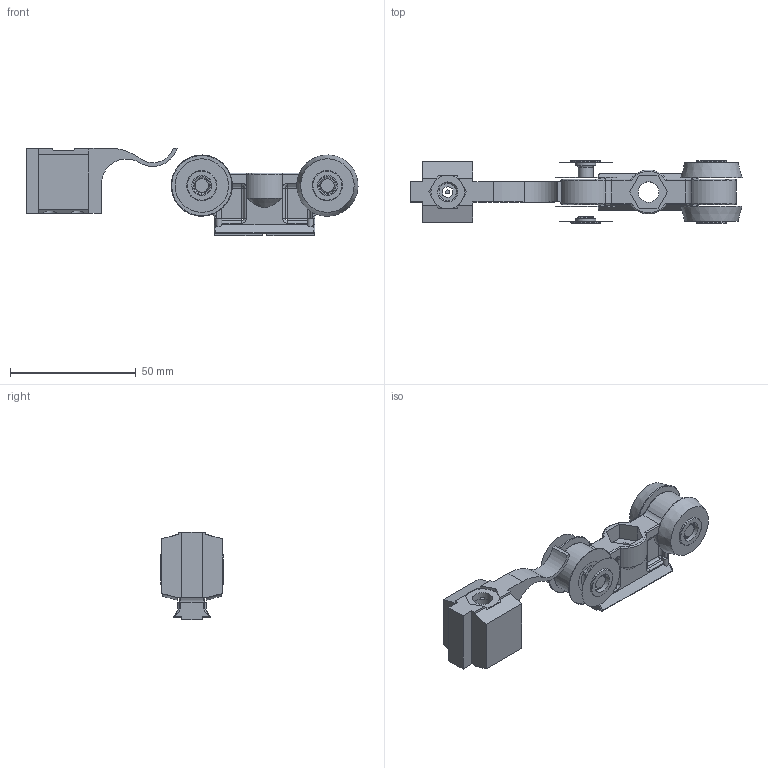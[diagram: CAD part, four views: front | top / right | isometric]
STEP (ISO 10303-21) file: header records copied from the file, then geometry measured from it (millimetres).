
FILE_DESCRIPTION(/* description */ (''),/* implementation_level */ '2;1');
FILE_NAME(/* name */ '55-130-0.step',/* time_stamp */ '2022-08-30T16:28:40-04:00',/* author */ (''),/* organization */ (''),/* preprocessor_version */ 'ST-DEVELOPER v19',/* originating_system */ 'Autodesk Translation Framework v11.7.0.108',/* authorisation */ '');
FILE_SCHEMA (('AUTOMOTIVE_DESIGN { 1 0 10303 214 3 1 1 }'));
Length unit declared in the file: millimetre
Products named in the file (3): working; 55-130-0 _ Stop; 55-130-0 _ Slide
Assembly tree (2 placements, depth 2):
  working
    55-130-0 _ Stop
    55-130-0 _ Slide
Bounding box: 132.19 x 24.8 x 34.89 mm (x, y, z)
Surface area: 18009.6 mm2 (no closed solid volume)
Topology: 0 solids, 14 shells, 310 faces, 760 edges, 454 vertices
Faces by surface type: cylinder 112, plane 111, torus 50, cone 17, sphere 16, bspline 4
Full cylindrical faces by diameter (mm): 5 x4, 6 x2, 8 x6, 8.2 x1, 8.5 x1, 12 x4
Entity records: 9673 total; most frequent: CARTESIAN_POINT 2177, DIRECTION 1686, ORIENTED_EDGE 1430, EDGE_CURVE 748, AXIS2_PLACEMENT_3D 659, VERTEX_POINT 454, LINE 368, VECTOR 368
